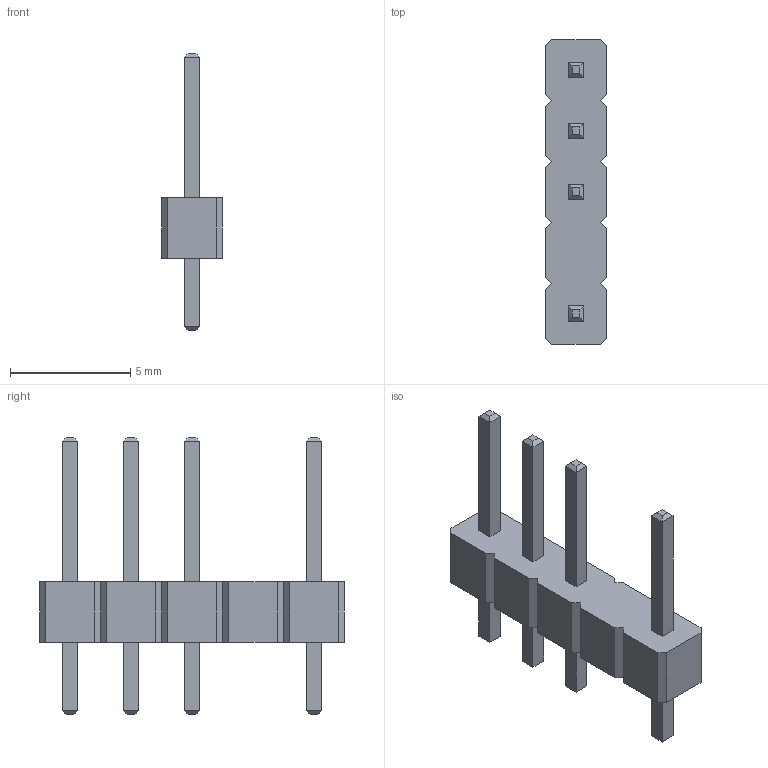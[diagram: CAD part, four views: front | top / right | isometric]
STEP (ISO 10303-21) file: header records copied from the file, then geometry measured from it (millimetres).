
FILE_DESCRIPTION(/* description */ (''),/* implementation_level */ '2;1');
FILE_NAME(/* name */ 'PinHeader_1x05_P2.54mm_Vertical_j7.step',/* time_stamp */ '2022-03-18T12:36:51+01:00',/* author */ (''),/* organization */ (''),/* preprocessor_version */ 'ST-DEVELOPER v18.1',/* originating_system */ 'Autodesk Translation Framework v10.13.0.1454',/* authorisation */ '');
FILE_SCHEMA (('AUTOMOTIVE_DESIGN { 1 0 10303 214 3 1 1 }'));
Length unit declared in the file: millimetre
Products named in the file (1): (Unsaved)
Bounding box: 2.54 x 12.7 x 11.54 mm (x, y, z)
Volume: 94.8 mm3; surface area: 233.3 mm2
Topology: 1 solids, 1 shells, 106 faces, 256 edges, 160 vertices
Faces by surface type: plane 106
Entity records: 3137 total; most frequent: CARTESIAN_POINT 523, ORIENTED_EDGE 512, DIRECTION 470, LINE 256, VECTOR 256, EDGE_CURVE 256, VERTEX_POINT 160, EDGE_LOOP 114
